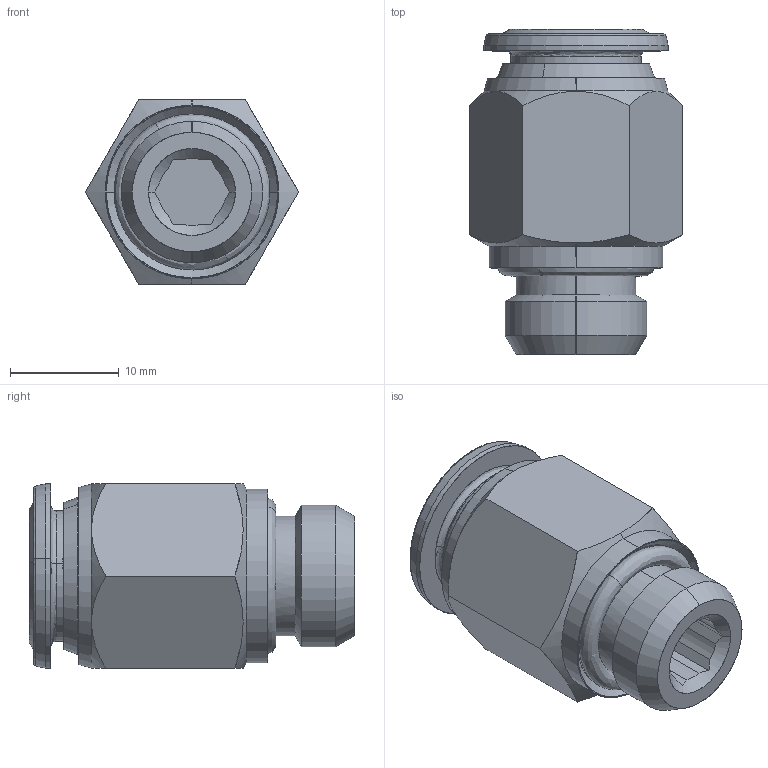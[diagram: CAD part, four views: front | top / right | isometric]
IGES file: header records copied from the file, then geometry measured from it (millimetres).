
Start section: SolidWorks IGES file using analytic representation for surfaces
Global section: file name: 6002000007.IGS; native system: SolidWorks 2008; preprocessor: SolidWorks 2008; author: cad02; date: 080303.094604; units: millimetre
Bounding box: 19.63 x 30 x 17 mm (x, y, z)
Surface area: 2628.7 mm2 (no closed solid volume)
Topology: 0 solids, 0 shells, 89 faces, 1102 edges, 1102 vertices
Faces by surface type: revolution 46, bspline 43
